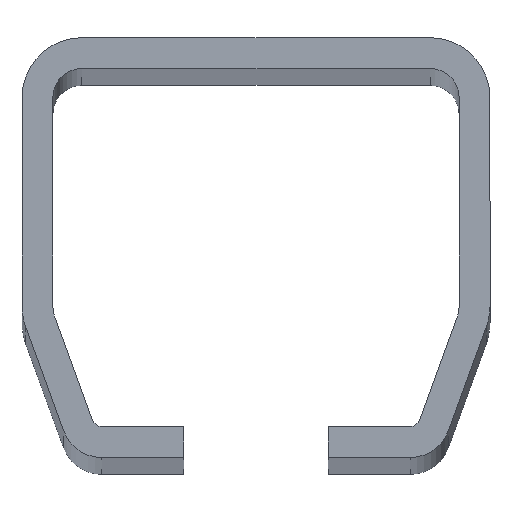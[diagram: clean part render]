
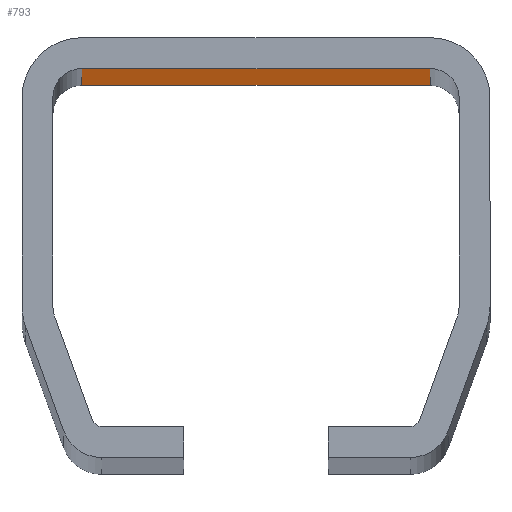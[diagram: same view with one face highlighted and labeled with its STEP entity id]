
A CAD part, top view. The second image highlights one B-rep face of the part: STEP entity #793.
In plain terms, the highlighted planar face has unit normal (0, -1, 0).
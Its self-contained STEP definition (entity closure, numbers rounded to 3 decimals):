
#17 = DIRECTION ( 'NONE',  ( 0., 1., 0. ) ) ;
#111 = EDGE_CURVE ( 'NONE', #717, #122, #964, .T. ) ;
#122 = VERTEX_POINT ( 'NONE', #940 ) ;
#251 = ORIENTED_EDGE ( 'NONE', *, *, #111, .T. ) ;
#287 = VERTEX_POINT ( 'NONE', #751 ) ;
#306 = CARTESIAN_POINT ( 'NONE',  ( 18.05, -3.2, 500. ) ) ;
#318 = VECTOR ( 'NONE', #619, 1000. ) ;
#341 = PLANE ( 'NONE',  #914 ) ;
#383 = LINE ( 'NONE', #306, #1025 ) ;
#389 = DIRECTION ( 'NONE',  ( 0., 0., -1. ) ) ;
#402 = CARTESIAN_POINT ( 'NONE',  ( -18.05, -3.2, 500. ) ) ;
#414 = EDGE_LOOP ( 'NONE', ( #251, #767, #740, #576 ) ) ;
#419 = DIRECTION ( 'NONE',  ( 0., 0., -1. ) ) ;
#430 = EDGE_CURVE ( 'NONE', #472, #122, #383, .T. ) ;
#465 = VECTOR ( 'NONE', #419, 1000. ) ;
#472 = VERTEX_POINT ( 'NONE', #633 ) ;
#499 = CARTESIAN_POINT ( 'NONE',  ( -18.05, -3.2, 500. ) ) ;
#532 = CARTESIAN_POINT ( 'NONE',  ( -18.05, -3.2, -500. ) ) ;
#576 = ORIENTED_EDGE ( 'NONE', *, *, #628, .T. ) ;
#586 = DIRECTION ( 'NONE',  ( 0., 0., 1. ) ) ;
#619 = DIRECTION ( 'NONE',  ( 1., 0., 0. ) ) ;
#628 = EDGE_CURVE ( 'NONE', #287, #717, #877, .T. ) ;
#631 = FACE_OUTER_BOUND ( 'NONE', #414, .T. ) ;
#633 = CARTESIAN_POINT ( 'NONE',  ( 18.05, -3.2, 500. ) ) ;
#706 = LINE ( 'NONE', #402, #893 ) ;
#717 = VERTEX_POINT ( 'NONE', #881 ) ;
#740 = ORIENTED_EDGE ( 'NONE', *, *, #765, .F. ) ;
#751 = CARTESIAN_POINT ( 'NONE',  ( -18.05, -3.2, 500. ) ) ;
#765 = EDGE_CURVE ( 'NONE', #287, #472, #706, .T. ) ;
#767 = ORIENTED_EDGE ( 'NONE', *, *, #430, .F. ) ;
#793 = ADVANCED_FACE ( 'NONE', ( #631 ), #341, .F. ) ;
#877 = LINE ( 'NONE', #909, #465 ) ;
#881 = CARTESIAN_POINT ( 'NONE',  ( -18.05, -3.2, -500. ) ) ;
#893 = VECTOR ( 'NONE', #1046, 1000. ) ;
#909 = CARTESIAN_POINT ( 'NONE',  ( -18.05, -3.2, 500. ) ) ;
#914 = AXIS2_PLACEMENT_3D ( 'NONE', #499, #17, #586 ) ;
#940 = CARTESIAN_POINT ( 'NONE',  ( 18.05, -3.2, -500. ) ) ;
#964 = LINE ( 'NONE', #532, #318 ) ;
#1025 = VECTOR ( 'NONE', #389, 1000. ) ;
#1046 = DIRECTION ( 'NONE',  ( 1., 0., 0. ) ) ;
